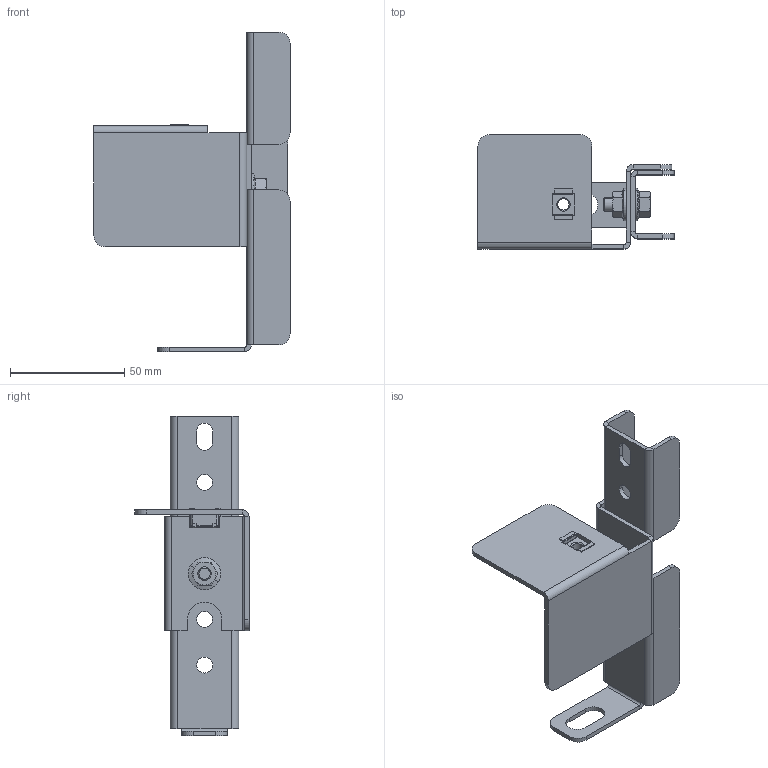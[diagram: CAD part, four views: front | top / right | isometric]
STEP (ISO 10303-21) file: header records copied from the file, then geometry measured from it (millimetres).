
FILE_DESCRIPTION (( 'STEP AP203' ), '1' );
FILE_NAME ('TI-00D-RMP-020 TITAN Ðåéêà äëÿ ðåãóëèð. ìîíòàæ. ïàíåëè 200 (4øò_êîìïë) IEK.STEP', '2024-02-05T13:27:13', ( '' ), ( '' ), 'SwSTEP 2.0', 'SolidWorks 2022', '' );
FILE_SCHEMA (( 'CONFIG_CONTROL_DESIGN' ));
Length unit declared in the file: millimetre
Products named in the file (7): Болт фланцевый DIN 6921_M6x14; Рис. 2 установка подв. профиля; IND-M1F-03-0002_Гайка закладная M6-ZI-095-27 OCYNK; КИВА 240.02.01_КИВА 240.02.01; TI-00D-RMP-020 TITAN Рейка для регулир. монтаж. панели 200 (4шт_компл) IEK; Гайка фланцевая DIN 6923_М6; КИВА 240.02.02-15_-20 (В=200)
Assembly tree (6 placements, depth 3):
  TI-00D-RMP-020 TITAN Рейка для регулир. монтаж. панели 200 (4шт_компл) IEK
    Рис. 2 установка подв. профиля
      КИВА 240.02.02-15_-20 (В=200)
      КИВА 240.02.01_КИВА 240.02.01
      Болт фланцевый DIN 6921_M6x14
      Гайка фланцевая DIN 6923_М6
      IND-M1F-03-0002_Гайка закладная M6-ZI-095-27 OCYNK
Bounding box: 86 x 50 x 140 mm (x, y, z)
Volume: 34599.1 mm3; surface area: 37366.3 mm2
Topology: 5 solids, 5 shells, 289 faces, 740 edges, 460 vertices
Faces by surface type: plane 155, cylinder 104, cone 22, bspline 6, torus 2
Entity records: 9783 total; most frequent: CARTESIAN_POINT 2015, ORIENTED_EDGE 1480, DIRECTION 1466, EDGE_CURVE 740, AXIS2_PLACEMENT_3D 513, VERTEX_POINT 460, LINE 440, VECTOR 440
